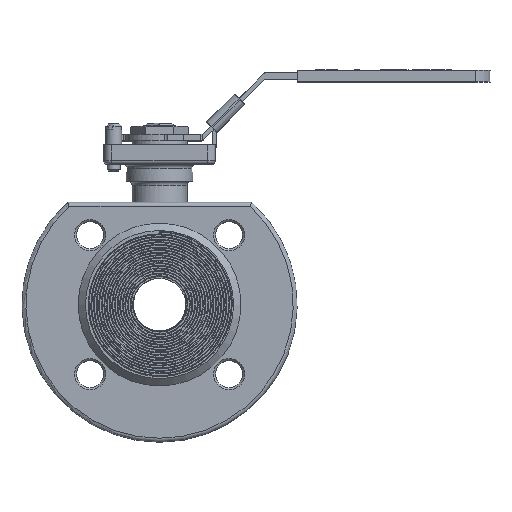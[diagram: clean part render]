
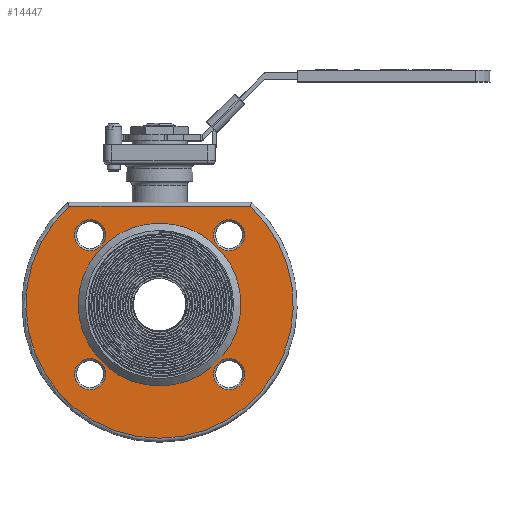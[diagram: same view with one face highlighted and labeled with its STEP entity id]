
A CAD part, top view. The second image highlights one B-rep face of the part: STEP entity #14447.
In plain terms, the highlighted planar face has unit normal (0, 0, 1).
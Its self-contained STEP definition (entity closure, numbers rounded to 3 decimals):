
#1458=LINE('',#52249,#2696);
#2696=VECTOR('',#17697,1000.);
#5863=ORIENTED_EDGE('',*,*,#8994,.F.);
#5864=ORIENTED_EDGE('',*,*,#8995,.T.);
#5865=ORIENTED_EDGE('',*,*,#8996,.T.);
#5866=ORIENTED_EDGE('',*,*,#8997,.T.);
#5867=ORIENTED_EDGE('',*,*,#8998,.T.);
#5868=ORIENTED_EDGE('',*,*,#8999,.T.);
#5869=ORIENTED_EDGE('',*,*,#8939,.T.);
#8939=EDGE_CURVE('',#10605,#10604,#1458,.T.);
#8994=EDGE_CURVE('',#10649,#10649,#11342,.T.);
#8995=EDGE_CURVE('',#10650,#10650,#11343,.T.);
#8996=EDGE_CURVE('',#10651,#10651,#11344,.T.);
#8997=EDGE_CURVE('',#10652,#10652,#11345,.T.);
#8998=EDGE_CURVE('',#10653,#10653,#11346,.T.);
#8999=EDGE_CURVE('',#10604,#10605,#11347,.T.);
#10604=VERTEX_POINT('',#52248);
#10605=VERTEX_POINT('',#52250);
#10649=VERTEX_POINT('',#52397);
#10650=VERTEX_POINT('',#52399);
#10651=VERTEX_POINT('',#52401);
#10652=VERTEX_POINT('',#52403);
#10653=VERTEX_POINT('',#52405);
#11342=CIRCLE('',#15482,31.05);
#11343=CIRCLE('',#15483,5.95);
#11344=CIRCLE('',#15484,5.95);
#11345=CIRCLE('',#15485,5.95);
#11346=CIRCLE('',#15486,5.95);
#11347=CIRCLE('',#15487,51.);
#12037=EDGE_LOOP('',(#5863));
#12038=EDGE_LOOP('',(#5864));
#12039=EDGE_LOOP('',(#5865));
#12040=EDGE_LOOP('',(#5866));
#12041=EDGE_LOOP('',(#5867));
#12042=EDGE_LOOP('',(#5868,#5869));
#13046=FACE_BOUND('',#12037,.T.);
#13047=FACE_BOUND('',#12038,.T.);
#13048=FACE_BOUND('',#12039,.T.);
#13049=FACE_BOUND('',#12040,.T.);
#13050=FACE_BOUND('',#12041,.T.);
#13051=FACE_BOUND('',#12042,.T.);
#13730=PLANE('',#15481);
#14447=ADVANCED_FACE('',(#13046,#13047,#13048,#13049,#13050,#13051),#13730,
 .T.);
#15481=AXIS2_PLACEMENT_3D('',#52395,#17791,#17792);
#15482=AXIS2_PLACEMENT_3D('',#52396,#17793,#17794);
#15483=AXIS2_PLACEMENT_3D('',#52398,#17795,#17796);
#15484=AXIS2_PLACEMENT_3D('',#52400,#17797,#17798);
#15485=AXIS2_PLACEMENT_3D('',#52402,#17799,#17800);
#15486=AXIS2_PLACEMENT_3D('',#52404,#17801,#17802);
#15487=AXIS2_PLACEMENT_3D('',#52406,#17803,#17804);
#17697=DIRECTION('',(-1.,0.,0.));
#17791=DIRECTION('',(0.,0.,1.));
#17792=DIRECTION('',(1.,0.,0.));
#17793=DIRECTION('',(0.,0.,1.));
#17794=DIRECTION('',(1.,0.,0.));
#17795=DIRECTION('',(0.,0.,-1.));
#17796=DIRECTION('',(1.,0.,0.));
#17797=DIRECTION('',(0.,0.,-1.));
#17798=DIRECTION('',(1.,0.,0.));
#17799=DIRECTION('',(0.,0.,-1.));
#17800=DIRECTION('',(1.,0.,0.));
#17801=DIRECTION('',(0.,0.,-1.));
#17802=DIRECTION('',(1.,0.,0.));
#17803=DIRECTION('',(0.,0.,1.));
#17804=DIRECTION('',(1.,0.,0.));
#52248=CARTESIAN_POINT('',(-34.565,37.5,17.));
#52249=CARTESIAN_POINT('',(-35.146,37.5,17.));
#52250=CARTESIAN_POINT('',(34.565,37.5,17.));
#52395=CARTESIAN_POINT('',(0.,0.,17.));
#52396=CARTESIAN_POINT('',(0.,0.,17.));
#52397=CARTESIAN_POINT('',(31.05,0.,17.));
#52398=CARTESIAN_POINT('',(-26.516,-26.518,17.));
#52399=CARTESIAN_POINT('',(-20.566,-26.518,17.));
#52400=CARTESIAN_POINT('',(26.519,-26.517,17.));
#52401=CARTESIAN_POINT('',(32.469,-26.517,17.));
#52402=CARTESIAN_POINT('',(26.518,26.518,17.));
#52403=CARTESIAN_POINT('',(32.468,26.518,17.));
#52404=CARTESIAN_POINT('',(-26.517,26.517,17.));
#52405=CARTESIAN_POINT('',(-20.567,26.517,17.));
#52406=CARTESIAN_POINT('',(0.,0.,17.));
